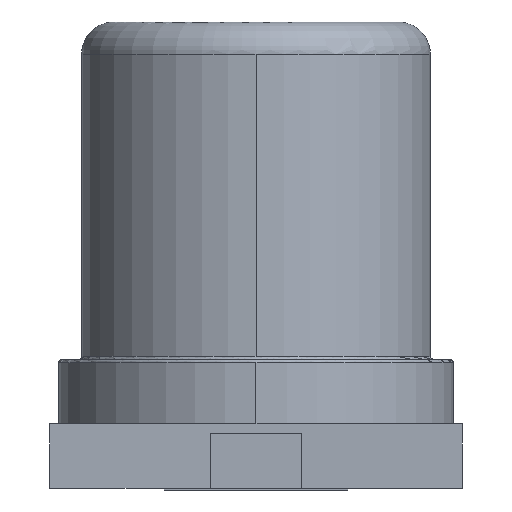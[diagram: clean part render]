
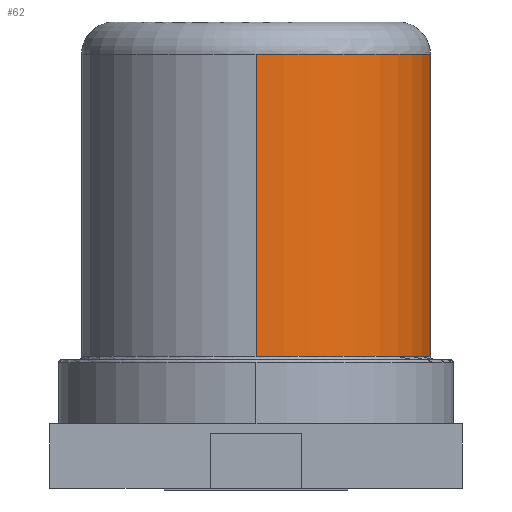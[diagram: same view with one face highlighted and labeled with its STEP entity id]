
A CAD part, left-side view. The second image highlights one B-rep face of the part: STEP entity #62.
In plain terms, the highlighted cylindrical face has radius 1.9 mm (diameter 3.8 mm), a partial arc.
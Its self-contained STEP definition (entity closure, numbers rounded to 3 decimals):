
#2 = ORIENTED_EDGE ( 'NONE', *, *, #3, .T. ) ;
#3 = EDGE_CURVE ( 'NONE', #4, #5, #510, .T. ) ;
#4 = VERTEX_POINT ( 'NONE', #608 ) ;
#5 = VERTEX_POINT ( 'NONE', #607 ) ;
#6 = ORIENTED_EDGE ( 'NONE', *, *, #7, .T. ) ;
#7 = EDGE_CURVE ( 'NONE', #5, #8, #606, .T. ) ;
#8 = VERTEX_POINT ( 'NONE', #602 ) ;
#9 = VERTEX_POINT ( 'NONE', #601 ) ;
#10 = ORIENTED_EDGE ( 'NONE', *, *, #11, .T. ) ;
#11 = EDGE_CURVE ( 'NONE', #8, #9, #600, .T. ) ;
#12 = ORIENTED_EDGE ( 'NONE', *, *, #13, .F. ) ;
#13 = EDGE_CURVE ( 'NONE', #4, #9, #595, .T. ) ;
#46 = EDGE_LOOP ( 'NONE', ( #2, #6, #10, #12 ) ) ;
#62 = ADVANCED_FACE ( 'NONE', ( #680 ), #670, .T. ) ;
#510 = CIRCLE ( 'NONE', #612, 1.9 ) ;
#592 = DIRECTION ( 'NONE',  ( 0., 0., -1. ) ) ;
#593 = VECTOR ( 'NONE', #592, 1000. ) ;
#594 = CARTESIAN_POINT ( 'NONE',  ( -3.222, -1.9, 5.1 ) ) ;
#595 = LINE ( 'NONE', #594, #593 ) ;
#596 = DIRECTION ( 'NONE',  ( 1., 0., 0. ) ) ;
#597 = DIRECTION ( 'NONE',  ( 0., 0., 1. ) ) ;
#598 = CARTESIAN_POINT ( 'NONE',  ( -3.25, 0., 1.455 ) ) ;
#599 = AXIS2_PLACEMENT_3D ( 'NONE', #598, #597, #596 ) ;
#600 = CIRCLE ( 'NONE', #599, 1.9 ) ;
#601 = CARTESIAN_POINT ( 'NONE',  ( -3.222, -1.9, 1.455 ) ) ;
#602 = CARTESIAN_POINT ( 'NONE',  ( -5.15, 0., 1.455 ) ) ;
#603 = DIRECTION ( 'NONE',  ( 0., 0., -1. ) ) ;
#604 = VECTOR ( 'NONE', #603, 1000. ) ;
#605 = CARTESIAN_POINT ( 'NONE',  ( -5.15, 0., 5.1 ) ) ;
#606 = LINE ( 'NONE', #605, #604 ) ;
#607 = CARTESIAN_POINT ( 'NONE',  ( -5.15, 0., 4.75 ) ) ;
#608 = CARTESIAN_POINT ( 'NONE',  ( -3.222, -1.9, 4.75 ) ) ;
#609 = DIRECTION ( 'NONE',  ( 1., 0., 0. ) ) ;
#610 = DIRECTION ( 'NONE',  ( 0., 0., -1. ) ) ;
#611 = CARTESIAN_POINT ( 'NONE',  ( -3.25, 0., 4.75 ) ) ;
#612 = AXIS2_PLACEMENT_3D ( 'NONE', #611, #610, #609 ) ;
#670 = CYLINDRICAL_SURFACE ( 'NONE', #677, 1.9 ) ;
#677 = AXIS2_PLACEMENT_3D ( 'NONE', #679, #678, #727 ) ;
#678 = DIRECTION ( 'NONE',  ( 0., 0., -1. ) ) ;
#679 = CARTESIAN_POINT ( 'NONE',  ( -3.25, 0., 5.1 ) ) ;
#680 = FACE_OUTER_BOUND ( 'NONE', #46, .T. ) ;
#727 = DIRECTION ( 'NONE',  ( -1., 0., 0. ) ) ;
